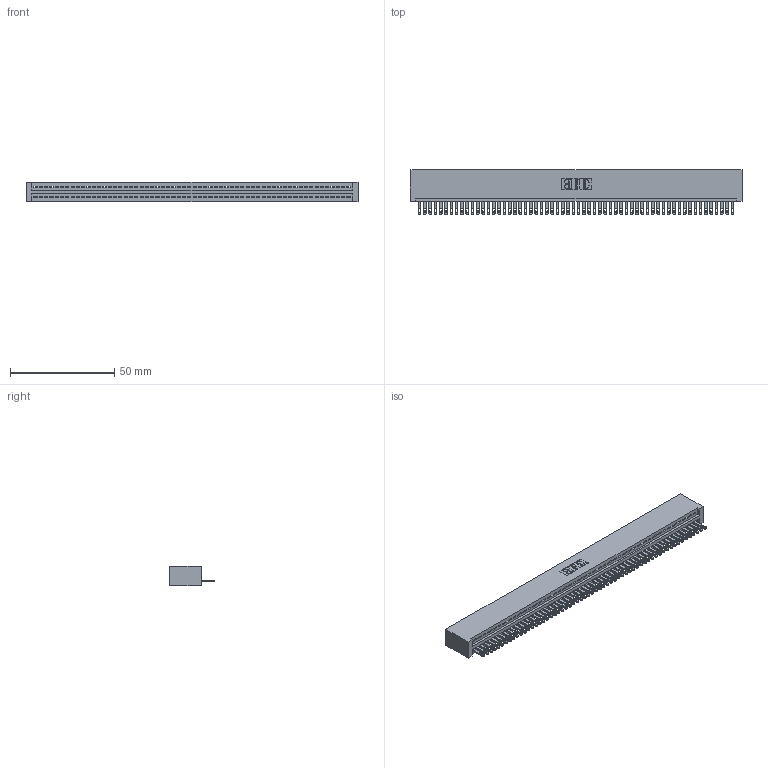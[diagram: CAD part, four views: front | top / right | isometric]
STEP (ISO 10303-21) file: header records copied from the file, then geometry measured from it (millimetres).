
FILE_DESCRIPTION (( 'STEP AP203' ), '1' );
FILE_NAME ('895-060-500-101.STEP', '2020-09-28T04:29:04', ( '' ), ( '' ), 'SwSTEP 2.0', 'SolidWorks 2020', '' );
FILE_SCHEMA (( 'CONFIG_CONTROL_DESIGN' ));
Length unit declared in the file: inch
Products named in the file (3): 895-060-500-101; 845 Part_No Mounting Lugs; 345-292-001_345-293-100
Assembly tree (61 placements, depth 2):
  895-060-500-101
    845 Part_No Mounting Lugs
    345-292-001_345-293-100  x60
Bounding box: 159 x 21.51 x 9.4 mm (x, y, z)
Volume: 15871.3 mm3; surface area: 21661 mm2
Topology: 61 solids, 61 shells, 3358 faces, 10397 edges, 6930 vertices
Faces by surface type: plane 2116, cylinder 1242
Entity records: 42387 total; most frequent: CARTESIAN_POINT 7348, ORIENTED_EDGE 7342, DIRECTION 6387, EDGE_CURVE 3671, LINE 3303, VECTOR 3303, VERTEX_POINT 2446, AXIS2_PLACEMENT_3D 1542
